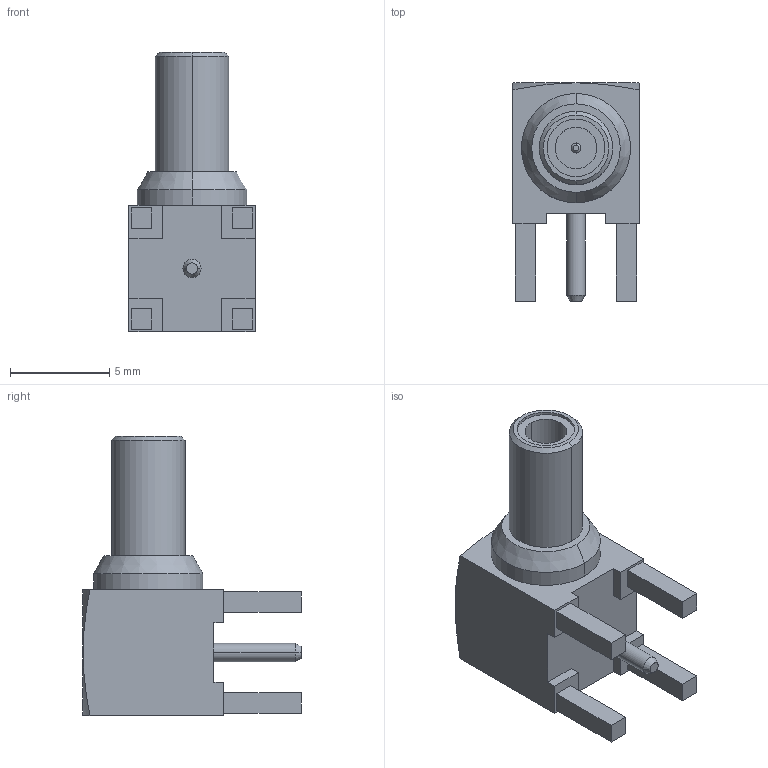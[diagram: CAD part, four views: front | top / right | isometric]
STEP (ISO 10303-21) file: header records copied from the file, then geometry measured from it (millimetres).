
FILE_DESCRIPTION((''),'2;1');
FILE_NAME('C-1-1337481-0','2017-07-25T',('workeradm'),('Tyco Electronics Ltd.'),'CREO PARAMETRIC BY PTC INC, 2016050','CREO PARAMETRIC BY PTC INC, 2016050','');
FILE_SCHEMA(('AUTOMOTIVE_DESIGN { 1 0 10303 214 1 1 1 1 }'));
Length unit declared in the file: millimetre
Products named in the file (1): C-1-1337481-0
Bounding box: 6.35 x 11 x 14.05 mm (x, y, z)
Volume: 378.9 mm3; surface area: 451.1 mm2
Topology: 1 solids, 1 shells, 66 faces, 154 edges, 100 vertices
Faces by surface type: plane 44, cylinder 12, cone 10
Entity records: 2090 total; most frequent: CARTESIAN_POINT 380, DIRECTION 314, ORIENTED_EDGE 308, EDGE_CURVE 154, COLOUR_RGB 126, VECTOR 114, LINE 114, AXIS2_PLACEMENT_3D 100
